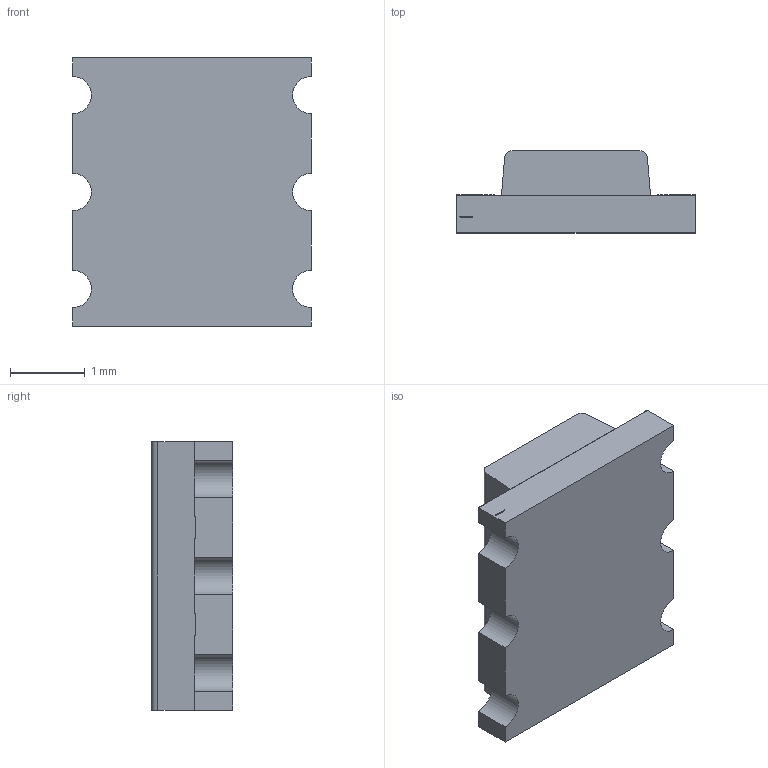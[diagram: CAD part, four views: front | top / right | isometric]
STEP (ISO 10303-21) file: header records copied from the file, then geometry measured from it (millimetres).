
FILE_DESCRIPTION (( 'STEP AP214' ), '1' );
FILE_NAME ('APF3236.STEP', '2008-09-04T16:57:39', ( '' ), ( '' ), 'SwSTEP 2.0', 'SolidWorks 2008', '' );
FILE_SCHEMA (( 'AUTOMOTIVE_DESIGN' ));
Length unit declared in the file: millimetre
Products named in the file (1): APF3236
Bounding box: 3.2 x 1.1 x 3.6 mm (x, y, z)
Volume: 9.7 mm3; surface area: 51.9 mm2
Topology: 5 solids, 5 shells, 341 faces, 901 edges, 600 vertices
Faces by surface type: plane 208, bspline 116, cylinder 17
Entity records: 19739 total; most frequent: CARTESIAN_POINT 8231, ORIENTED_EDGE 1802, DIRECTION 1155, EDGE_CURVE 901, LINE 635, VECTOR 635, VERTEX_POINT 600, EDGE_LOOP 371
